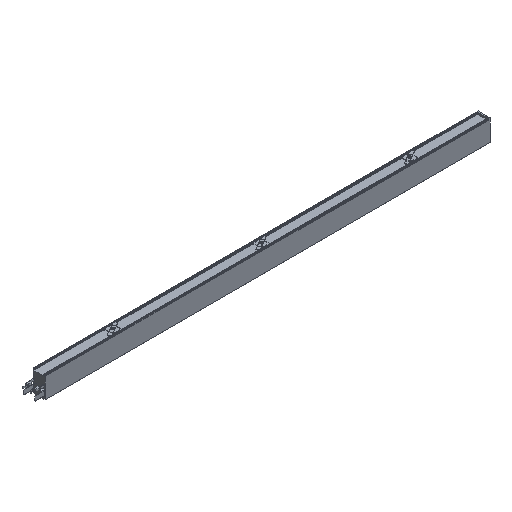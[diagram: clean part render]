
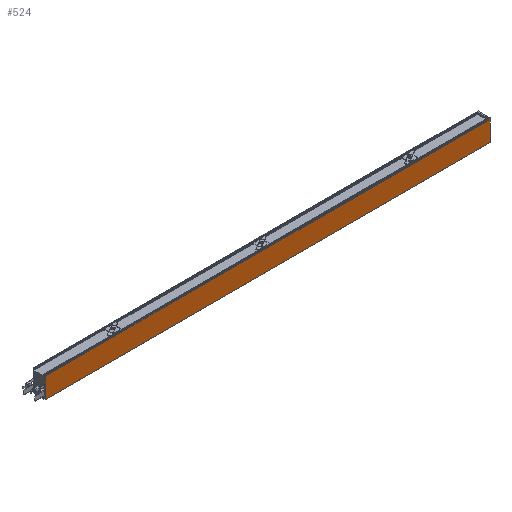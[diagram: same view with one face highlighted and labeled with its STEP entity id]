
A CAD part, isometric view. The second image highlights one B-rep face of the part: STEP entity #524.
In plain terms, the highlighted planar face has unit normal (0, -1, 0).
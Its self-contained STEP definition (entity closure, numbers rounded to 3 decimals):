
#222=PLANE('',#8007);
#524=ADVANCED_FACE('DUAL S PROFIL',(#1060),#222,.F.);
#1060=FACE_OUTER_BOUND('',#1464,.T.);
#1464=EDGE_LOOP('',(#2621,#2622,#2623,#2624));
#2621=ORIENTED_EDGE('',*,*,#5346,.F.);
#2622=ORIENTED_EDGE('',*,*,#5405,.F.);
#2623=ORIENTED_EDGE('',*,*,#5406,.F.);
#2624=ORIENTED_EDGE('',*,*,#5407,.T.);
#4534=VERTEX_POINT('',#11292);
#4535=VERTEX_POINT('',#11294);
#4585=VERTEX_POINT('',#11410);
#4586=VERTEX_POINT('',#11412);
#5346=EDGE_CURVE('',#4534,#4535,#6393,.T.);
#5405=EDGE_CURVE('LINE',#4585,#4534,#6442,.T.);
#5406=EDGE_CURVE('',#4586,#4585,#6443,.T.);
#5407=EDGE_CURVE('LINE',#4586,#4535,#6444,.T.);
#6393=LINE('',#11293,#7222);
#6442=LINE('',#11409,#7271);
#6443=LINE('',#11411,#7272);
#6444=LINE('',#11413,#7273);
#7222=VECTOR('',#9032,1.);
#7271=VECTOR('',#9115,1.);
#7272=VECTOR('',#9116,1.);
#7273=VECTOR('',#9117,1.);
#8007=AXIS2_PLACEMENT_3D('',#11414,#9118,#9119);
#9032=DIRECTION('',(0.,0.,1.));
#9115=DIRECTION('',(-1.,0.,0.));
#9116=DIRECTION('',(0.,0.,-1.));
#9117=DIRECTION('',(-1.,0.,0.));
#9118=DIRECTION('',(0.,1.,0.));
#9119=DIRECTION('',(0.,0.,1.));
#11292=CARTESIAN_POINT('',(-1125.,-30.,-109.666));
#11293=CARTESIAN_POINT('',(-1125.,-30.,-0.266));
#11294=CARTESIAN_POINT('',(-1125.,-30.,-0.266));
#11409=CARTESIAN_POINT('',(-16.,-30.,-109.666));
#11410=CARTESIAN_POINT('',(1125.,-30.,-109.666));
#11411=CARTESIAN_POINT('',(1125.,-30.,-0.266));
#11412=CARTESIAN_POINT('',(1125.,-30.,-0.266));
#11413=CARTESIAN_POINT('',(-16.,-30.,-0.266));
#11414=CARTESIAN_POINT('',(-16.,-30.,-0.266));
